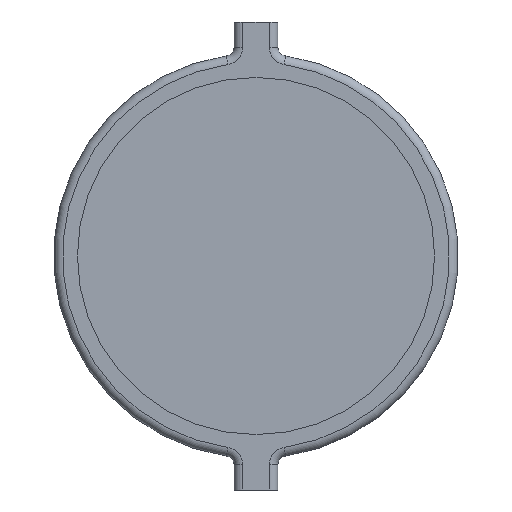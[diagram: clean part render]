
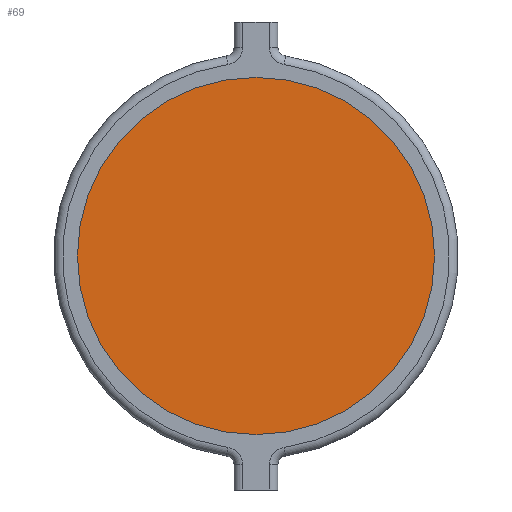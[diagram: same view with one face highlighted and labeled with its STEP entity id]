
A CAD part, left-side view. The second image highlights one B-rep face of the part: STEP entity #69.
In plain terms, the highlighted planar face has unit normal (-1, 0, 0).
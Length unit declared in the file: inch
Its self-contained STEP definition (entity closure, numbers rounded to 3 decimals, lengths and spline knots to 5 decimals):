
#17 = EDGE_CURVE ( 'NONE', #105, #118, #945, .T. ) ;
#54 = EDGE_CURVE ( 'NONE', #118, #105, #429, .T. ) ;
#69 = ADVANCED_FACE ( 'NONE', ( #518 ), #519, .T. ) ;
#105 = VERTEX_POINT ( 'NONE', #553 ) ;
#118 = VERTEX_POINT ( 'NONE', #564 ) ;
#167 = EDGE_LOOP ( 'NONE', ( #849, #850 ) ) ;
#222 = CARTESIAN_POINT ( 'NONE',  ( -0.28, 0., 0. ) ) ;
#223 = DIRECTION ( 'NONE',  ( -1., 0., 0. ) ) ;
#224 = DIRECTION ( 'NONE',  ( 0., 0., 1. ) ) ;
#345 = CARTESIAN_POINT ( 'NONE',  ( -0.28, 0., 0. ) ) ;
#346 = DIRECTION ( 'NONE',  ( -1., 0., 0. ) ) ;
#347 = DIRECTION ( 'NONE',  ( 0., 0., 1. ) ) ;
#428 = AXIS2_PLACEMENT_3D ( 'NONE', #345, #346, #347 ) ;
#429 = CIRCLE ( 'NONE', #428, 0.1015 ) ;
#455 = AXIS2_PLACEMENT_3D ( 'NONE', #522, #523, #524 ) ;
#518 = FACE_OUTER_BOUND ( 'NONE', #167, .T. ) ;
#519 = PLANE ( 'NONE',  #455 ) ;
#522 = CARTESIAN_POINT ( 'NONE',  ( -0.28, 0., 0. ) ) ;
#523 = DIRECTION ( 'NONE',  ( -1., 0., 0. ) ) ;
#524 = DIRECTION ( 'NONE',  ( 0., 0., 1. ) ) ;
#553 = CARTESIAN_POINT ( 'NONE',  ( -0.28, 0., -0.1015 ) ) ;
#564 = CARTESIAN_POINT ( 'NONE',  ( -0.28, 0., 0.1015 ) ) ;
#849 = ORIENTED_EDGE ( 'NONE', *, *, #17, .T. ) ;
#850 = ORIENTED_EDGE ( 'NONE', *, *, #54, .T. ) ;
#945 = CIRCLE ( 'NONE', #951, 0.1015 ) ;
#951 = AXIS2_PLACEMENT_3D ( 'NONE', #222, #223, #224 ) ;
